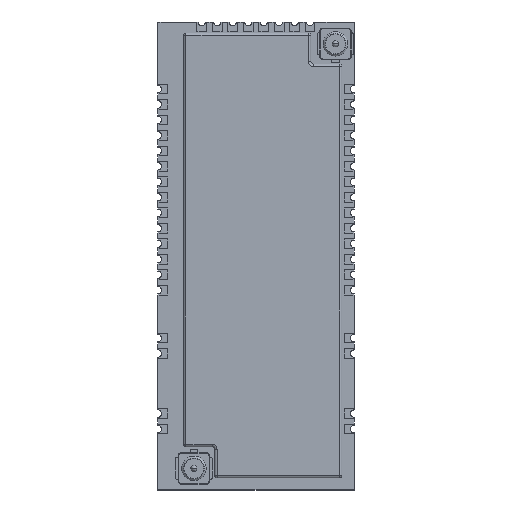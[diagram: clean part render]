
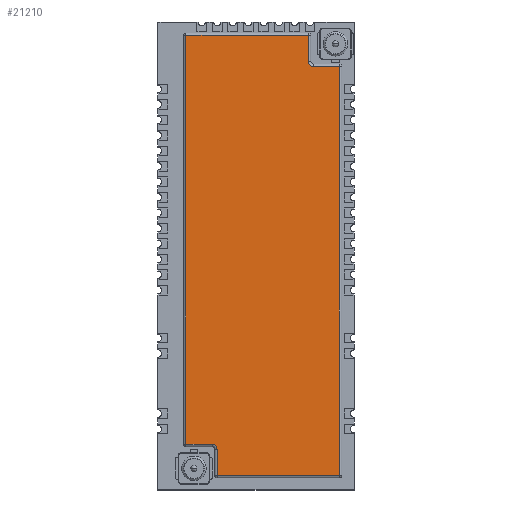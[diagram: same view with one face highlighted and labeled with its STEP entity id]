
A CAD part, top view. The second image highlights one B-rep face of the part: STEP entity #21210.
In plain terms, the highlighted planar face has unit normal (0, 0, 1).
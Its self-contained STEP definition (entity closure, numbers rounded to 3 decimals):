
#119 = DIRECTION ( 'NONE',  ( 0., 0., 1. ) ) ;
#237 = DIRECTION ( 'NONE',  ( 1., 0., 0. ) ) ;
#823 = DIRECTION ( 'NONE',  ( 0., 1., 0. ) ) ;
#838 = CARTESIAN_POINT ( 'NONE',  ( 4.45, 3.75, 3.6 ) ) ;
#1070 = DIRECTION ( 'NONE',  ( 0., 0., 1. ) ) ;
#1153 = CARTESIAN_POINT ( 'NONE',  ( 12.75, 35.15, 3.6 ) ) ;
#1557 = EDGE_CURVE ( 'NONE', #20478, #16529, #19724, .T. ) ;
#1878 = LINE ( 'NONE', #24430, #6522 ) ;
#1933 = PLANE ( 'NONE',  #16784 ) ;
#2213 = CARTESIAN_POINT ( 'NONE',  ( 4.85, 1.2, 3.6 ) ) ;
#2474 = EDGE_CURVE ( 'NONE', #3259, #17218, #1878, .T. ) ;
#2700 = CARTESIAN_POINT ( 'NONE',  ( 4.65, 3.75, 3.6 ) ) ;
#2715 = DIRECTION ( 'NONE',  ( 0., -1., 0. ) ) ;
#3095 = ORIENTED_EDGE ( 'NONE', *, *, #16468, .T. ) ;
#3259 = VERTEX_POINT ( 'NONE', #2213 ) ;
#3358 = EDGE_CURVE ( 'NONE', #20478, #3259, #22728, .T. ) ;
#3385 = DIRECTION ( 'NONE',  ( 0., 1., 0. ) ) ;
#3703 = VECTOR ( 'NONE', #7547, 1000. ) ;
#3778 = DIRECTION ( 'NONE',  ( -1., 0., 0. ) ) ;
#4137 = ORIENTED_EDGE ( 'NONE', *, *, #21563, .F. ) ;
#4305 = LINE ( 'NONE', #7458, #3703 ) ;
#4404 = CARTESIAN_POINT ( 'NONE',  ( 2.3, 3.75, 3.6 ) ) ;
#4472 = DIRECTION ( 'NONE',  ( 1., 0., 0. ) ) ;
#4495 = EDGE_CURVE ( 'NONE', #15658, #14400, #17317, .T. ) ;
#4842 = CARTESIAN_POINT ( 'NONE',  ( 12.35, 37.3, 3.6 ) ) ;
#5414 = LINE ( 'NONE', #2700, #11976 ) ;
#6190 = CARTESIAN_POINT ( 'NONE',  ( 14.9, 34.75, 3.6 ) ) ;
#6294 = VERTEX_POINT ( 'NONE', #4842 ) ;
#6522 = VECTOR ( 'NONE', #4472, 1000. ) ;
#7080 = LINE ( 'NONE', #10598, #16142 ) ;
#7285 = AXIS2_PLACEMENT_3D ( 'NONE', #1153, #1070, #13020 ) ;
#7331 = VERTEX_POINT ( 'NONE', #6190 ) ;
#7458 = CARTESIAN_POINT ( 'NONE',  ( 12.55, 34.75, 3.6 ) ) ;
#7547 = DIRECTION ( 'NONE',  ( -1., 0., 0. ) ) ;
#7902 = AXIS2_PLACEMENT_3D ( 'NONE', #18143, #24119, #237 ) ;
#8727 = ORIENTED_EDGE ( 'NONE', *, *, #15673, .T. ) ;
#9194 = CARTESIAN_POINT ( 'NONE',  ( 2.3, 37.3, 3.6 ) ) ;
#9644 = FACE_OUTER_BOUND ( 'NONE', #20069, .T. ) ;
#10318 = ORIENTED_EDGE ( 'NONE', *, *, #3358, .T. ) ;
#10474 = ORIENTED_EDGE ( 'NONE', *, *, #4495, .T. ) ;
#10598 = CARTESIAN_POINT ( 'NONE',  ( 14.9, 34.95, 3.6 ) ) ;
#11281 = LINE ( 'NONE', #15040, #21247 ) ;
#11471 = VERTEX_POINT ( 'NONE', #18627 ) ;
#11976 = VECTOR ( 'NONE', #16461, 1000. ) ;
#12361 = LINE ( 'NONE', #19495, #25247 ) ;
#12883 = EDGE_CURVE ( 'NONE', #7331, #11471, #4305, .T. ) ;
#13020 = DIRECTION ( 'NONE',  ( 1., 0., 0. ) ) ;
#13631 = ORIENTED_EDGE ( 'NONE', *, *, #21581, .T. ) ;
#13730 = ORIENTED_EDGE ( 'NONE', *, *, #2474, .T. ) ;
#14149 = VECTOR ( 'NONE', #2715, 1000. ) ;
#14400 = VERTEX_POINT ( 'NONE', #4404 ) ;
#14648 = CARTESIAN_POINT ( 'NONE',  ( 2.3, 3.55, 3.6 ) ) ;
#15040 = CARTESIAN_POINT ( 'NONE',  ( 12.35, 37.5, 3.6 ) ) ;
#15085 = CARTESIAN_POINT ( 'NONE',  ( 4.85, 1., 3.6 ) ) ;
#15162 = ORIENTED_EDGE ( 'NONE', *, *, #1557, .F. ) ;
#15658 = VERTEX_POINT ( 'NONE', #9194 ) ;
#15673 = EDGE_CURVE ( 'NONE', #6294, #15658, #12361, .T. ) ;
#15962 = CIRCLE ( 'NONE', #7285, 0.4 ) ;
#16142 = VECTOR ( 'NONE', #823, 1000. ) ;
#16461 = DIRECTION ( 'NONE',  ( 1., 0., 0. ) ) ;
#16468 = EDGE_CURVE ( 'NONE', #14400, #16529, #5414, .T. ) ;
#16529 = VERTEX_POINT ( 'NONE', #838 ) ;
#16784 = AXIS2_PLACEMENT_3D ( 'NONE', #23738, #119, #25836 ) ;
#17218 = VERTEX_POINT ( 'NONE', #19054 ) ;
#17317 = LINE ( 'NONE', #14648, #14149 ) ;
#18143 = CARTESIAN_POINT ( 'NONE',  ( 4.45, 3.35, 3.6 ) ) ;
#18627 = CARTESIAN_POINT ( 'NONE',  ( 12.75, 34.75, 3.6 ) ) ;
#19054 = CARTESIAN_POINT ( 'NONE',  ( 14.9, 1.2, 3.6 ) ) ;
#19495 = CARTESIAN_POINT ( 'NONE',  ( 2.1, 37.3, 3.6 ) ) ;
#19724 = CIRCLE ( 'NONE', #7902, 0.4 ) ;
#20069 = EDGE_LOOP ( 'NONE', ( #13631, #8727, #10474, #3095, #15162, #10318, #13730, #21957, #24230, #4137 ) ) ;
#20156 = CARTESIAN_POINT ( 'NONE',  ( 12.35, 35.15, 3.6 ) ) ;
#20478 = VERTEX_POINT ( 'NONE', #24335 ) ;
#20829 = VERTEX_POINT ( 'NONE', #20156 ) ;
#21165 = DIRECTION ( 'NONE',  ( 0., -1., 0. ) ) ;
#21210 = ADVANCED_FACE ( 'NONE', ( #9644 ), #1933, .T. ) ;
#21247 = VECTOR ( 'NONE', #3385, 1000. ) ;
#21563 = EDGE_CURVE ( 'NONE', #20829, #11471, #15962, .T. ) ;
#21581 = EDGE_CURVE ( 'NONE', #20829, #6294, #11281, .T. ) ;
#21769 = VECTOR ( 'NONE', #21165, 1000. ) ;
#21957 = ORIENTED_EDGE ( 'NONE', *, *, #23196, .T. ) ;
#22728 = LINE ( 'NONE', #15085, #21769 ) ;
#23196 = EDGE_CURVE ( 'NONE', #17218, #7331, #7080, .T. ) ;
#23738 = CARTESIAN_POINT ( 'NONE',  ( 0., 0., 3.6 ) ) ;
#24119 = DIRECTION ( 'NONE',  ( 0., 0., 1. ) ) ;
#24230 = ORIENTED_EDGE ( 'NONE', *, *, #12883, .T. ) ;
#24335 = CARTESIAN_POINT ( 'NONE',  ( 4.85, 3.35, 3.6 ) ) ;
#24430 = CARTESIAN_POINT ( 'NONE',  ( 15.1, 1.2, 3.6 ) ) ;
#25247 = VECTOR ( 'NONE', #3778, 1000. ) ;
#25836 = DIRECTION ( 'NONE',  ( 1., 0., 0. ) ) ;
